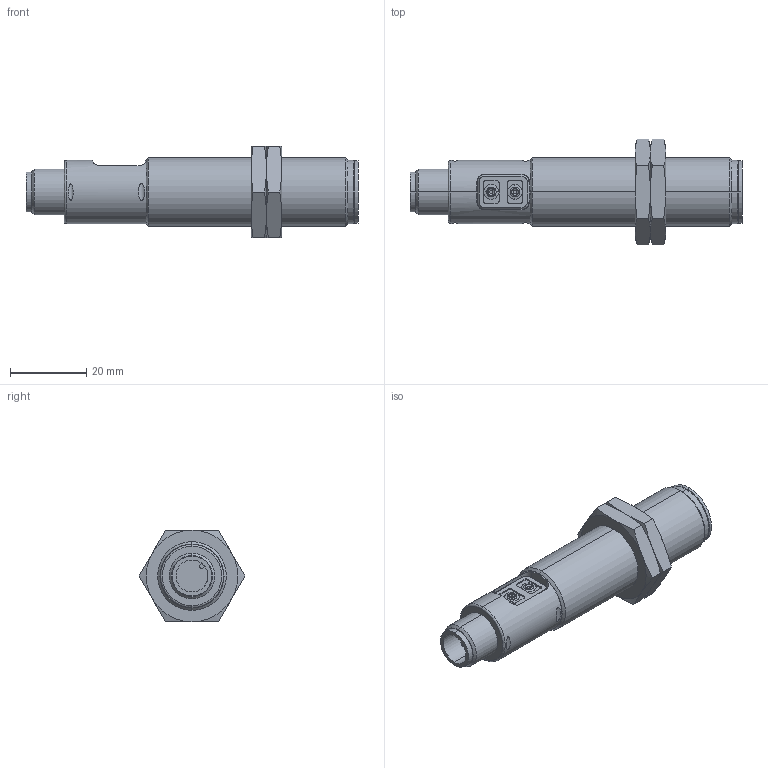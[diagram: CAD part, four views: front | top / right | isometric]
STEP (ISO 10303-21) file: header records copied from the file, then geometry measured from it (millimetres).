
FILE_DESCRIPTION (( 'STEP AP214' ), '1' );
FILE_NAME ('CK1-00-2H.step', '2018-04-17T19:15:39', ( '' ), ( '' ), 'SwSTEP 2.0', 'SolidWorks 2017', '' );
FILE_SCHEMA (( 'AUTOMOTIVE_DESIGN' ));
Length unit declared in the file: inch
Products named in the file (1): CK1-00-2H
Bounding box: 87 x 27.71 x 24 mm (x, y, z)
Volume: 21161 mm3; surface area: 7473.1 mm2
Topology: 3 solids, 3 shells, 147 faces, 333 edges, 208 vertices
Faces by surface type: cone 54, plane 50, cylinder 37, bspline 6
Entity records: 6540 total; most frequent: CARTESIAN_POINT 1285, DIRECTION 697, ORIENTED_EDGE 666, EDGE_CURVE 333, AXIS2_PLACEMENT_3D 284, VERTEX_POINT 208, EDGE_LOOP 167, DIMENSIONAL_EXPONENTS 152
